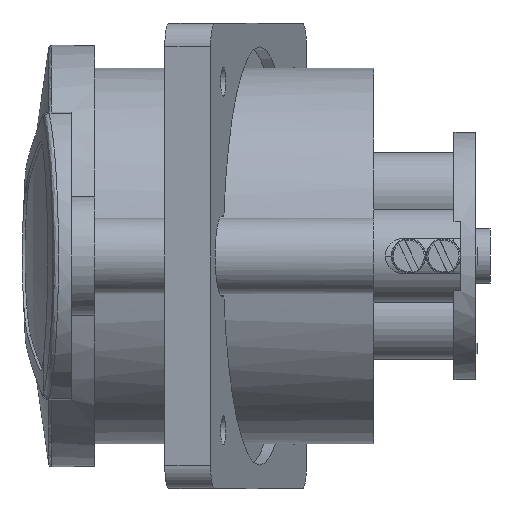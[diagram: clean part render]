
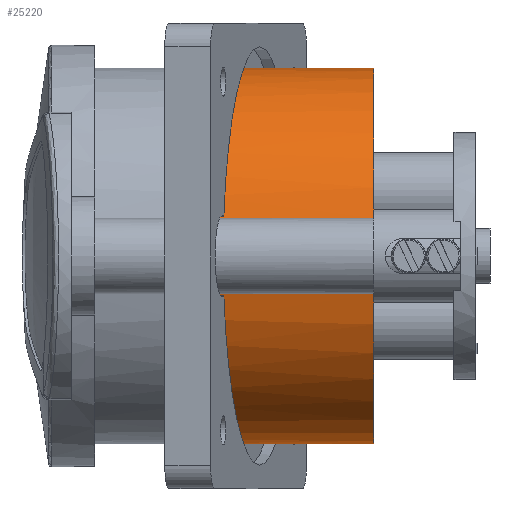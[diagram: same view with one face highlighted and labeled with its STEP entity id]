
A CAD part, front view. The second image highlights one B-rep face of the part: STEP entity #25220.
In plain terms, the highlighted cylindrical face has radius 32.3 mm (diameter 64.6 mm), a partial arc.
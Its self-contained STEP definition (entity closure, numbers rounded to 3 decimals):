
#10382=CARTESIAN_POINT('',(35.323,31.294,8.));
#10383=CARTESIAN_POINT('',(35.245,30.855,9.715));
#10384=CARTESIAN_POINT('',(35.144,30.28,11.382));
#10385=CARTESIAN_POINT('',(35.018,29.568,13.));
#10859=CARTESIAN_POINT('',(22.195,-31.64,
-6.498));
#10860=CARTESIAN_POINT('',(22.252,-31.318,
-8.062));
#10861=CARTESIAN_POINT('',(22.405,-30.446,
-11.144));
#10862=CARTESIAN_POINT('',(22.767,-28.395,
-15.674));
#10863=CARTESIAN_POINT('',(23.264,-25.574,
-19.932));
#10864=CARTESIAN_POINT('',(23.824,-22.403,
-23.429));
#10865=CARTESIAN_POINT('',(24.491,-18.62,
-26.551));
#10866=CARTESIAN_POINT('',(25.255,-14.286,
-29.108));
#10867=CARTESIAN_POINT('',(26.046,-9.797,
-30.907));
#10868=CARTESIAN_POINT('',(26.899,-4.961,
-32.045));
#10869=CARTESIAN_POINT('',(27.479,-1.673,
-32.3));
#10870=CARTESIAN_POINT('',(27.774,0.,
-32.3));
#10875=CARTESIAN_POINT('',(27.774,0.,
-32.3));
#10876=CARTESIAN_POINT('',(28.096,1.825,
-32.3));
#10877=CARTESIAN_POINT('',(28.714,5.335,
-31.985));
#10878=CARTESIAN_POINT('',(29.532,9.97,
-30.848));
#10879=CARTESIAN_POINT('',(30.348,14.598,
-28.96));
#10880=CARTESIAN_POINT('',(31.104,18.886,
-26.355));
#10881=CARTESIAN_POINT('',(31.745,22.522,
-23.316));
#10882=CARTESIAN_POINT('',(32.32,25.784,
-19.657));
#10883=CARTESIAN_POINT('',(32.784,28.412,
-15.616));
#10884=CARTESIAN_POINT('',(33.137,30.415,
-11.228));
#10885=CARTESIAN_POINT('',(33.379,31.789,
-6.417));
#10886=CARTESIAN_POINT('',(33.485,32.389,
-1.501));
#10887=CARTESIAN_POINT('',(33.459,32.243,3.37));
#10888=CARTESIAN_POINT('',(33.361,31.684,6.473));
#10889=CARTESIAN_POINT('',(33.292,31.294,8.));
#10901=CARTESIAN_POINT('',(32.987,29.568,13.));
#10902=CARTESIAN_POINT('',(32.861,28.85,14.634));
#10903=CARTESIAN_POINT('',(32.564,27.168,17.739));
#10904=CARTESIAN_POINT('',(31.983,23.869,21.978));
#10905=CARTESIAN_POINT('',(31.291,19.947,25.591));
#10906=CARTESIAN_POINT('',(30.506,15.495,28.506));
#10907=CARTESIAN_POINT('',(29.641,10.591,30.672));
#10908=CARTESIAN_POINT('',(28.724,5.391,31.996));
#10909=CARTESIAN_POINT('',(28.095,1.819,32.3));
#10910=CARTESIAN_POINT('',(27.774,0.,
32.3));
#10915=CARTESIAN_POINT('',(27.774,0.,
32.3));
#10916=CARTESIAN_POINT('',(27.477,-1.684,
32.3));
#10917=CARTESIAN_POINT('',(26.894,-4.987,
32.041));
#10918=CARTESIAN_POINT('',(26.043,-9.816,
30.901));
#10919=CARTESIAN_POINT('',(25.251,-14.307,
29.098));
#10920=CARTESIAN_POINT('',(24.49,-18.623,
26.549));
#10921=CARTESIAN_POINT('',(23.821,-22.418,
23.419));
#10922=CARTESIAN_POINT('',(23.251,-25.649,
19.837));
#10923=CARTESIAN_POINT('',(22.765,-28.408,
15.635));
#10924=CARTESIAN_POINT('',(22.412,-30.41,
11.234));
#10925=CARTESIAN_POINT('',(22.253,-31.309,
8.106));
#10926=CARTESIAN_POINT('',(22.195,-31.64,
6.498));
#11173=DIRECTION('',(-1.,0.,0.));
#11174=VECTOR('',#11173,29.305);
#11175=CARTESIAN_POINT('',(51.5,-31.64,6.498));
#11176=LINE('',#11175,#11174);
#11180=DIRECTION('',(1.,0.,0.));
#11181=VECTOR('',#11180,2.031);
#11182=CARTESIAN_POINT('',(32.987,29.568,13.));
#11183=LINE('',#11182,#11181);
#11187=DIRECTION('',(-1.,0.,0.));
#11188=VECTOR('',#11187,2.031);
#11189=CARTESIAN_POINT('',(35.323,31.294,8.));
#11190=LINE('',#11189,#11188);
#11194=DIRECTION('',(1.,0.,0.));
#11195=VECTOR('',#11194,29.305);
#11196=CARTESIAN_POINT('',(22.195,-31.64,
-6.498));
#11197=LINE('',#11196,#11195);
#11211=CARTESIAN_POINT('',(51.5,0.,0.));
#11212=DIRECTION('',(-1.,0.,0.));
#11213=DIRECTION('',(0.,-0.98,0.201));
#11214=AXIS2_PLACEMENT_3D('',#11211,#11212,#11213);
#11219=CARTESIAN_POINT('',(51.5,0.,0.));
#11220=DIRECTION('',(-1.,0.,0.));
#11221=DIRECTION('',(0.,0.,1.));
#11222=AXIS2_PLACEMENT_3D('',#11219,#11220,#11221);
#11227=CARTESIAN_POINT('',(51.5,0.,0.));
#11228=DIRECTION('',(-1.,0.,0.));
#11229=DIRECTION('',(0.,0.,-1.));
#11230=AXIS2_PLACEMENT_3D('',#11227,#11228,#11229);
#19571=CARTESIAN_POINT('',(35.323,31.294,8.));
#19572=VERTEX_POINT('',#19571);
#19573=VERTEX_POINT('',#10385);
#19666=VERTEX_POINT('',#10859);
#19667=VERTEX_POINT('',#10870);
#19668=VERTEX_POINT('',#10889);
#19669=CARTESIAN_POINT('',(32.987,29.568,13.));
#19670=VERTEX_POINT('',#19669);
#19671=VERTEX_POINT('',#10910);
#19672=VERTEX_POINT('',#10926);
#19674=CARTESIAN_POINT('',(51.5,-31.64,6.498));
#19675=VERTEX_POINT('',#19674);
#19676=CARTESIAN_POINT('',(51.5,-31.64,-6.498));
#19677=VERTEX_POINT('',#19676);
#19678=CARTESIAN_POINT('',(51.5,0.,-32.3));
#19679=VERTEX_POINT('',#19678);
#19680=CARTESIAN_POINT('',(51.5,0.,32.3));
#19681=VERTEX_POINT('',#19680);
#25194=CARTESIAN_POINT('',(0.,0.,0.));
#25195=DIRECTION('',(1.,0.,0.));
#25196=DIRECTION('',(0.,0.,-1.));
#25197=AXIS2_PLACEMENT_3D('',#25194,#25195,#25196);
#25198=CYLINDRICAL_SURFACE('',#25197,32.3);
#25200=ORIENTED_EDGE('',*,*,#25199,.T.);
#25201=ORIENTED_EDGE('',*,*,#24999,.F.);
#25202=ORIENTED_EDGE('',*,*,#24997,.F.);
#25204=ORIENTED_EDGE('',*,*,#25203,.T.);
#25205=ORIENTED_EDGE('',*,*,#24497,.F.);
#25207=ORIENTED_EDGE('',*,*,#25206,.T.);
#25208=ORIENTED_EDGE('',*,*,#24990,.F.);
#25209=ORIENTED_EDGE('',*,*,#24988,.F.);
#25211=ORIENTED_EDGE('',*,*,#25210,.T.);
#25213=ORIENTED_EDGE('',*,*,#25212,.F.);
#25215=ORIENTED_EDGE('',*,*,#25214,.F.);
#25217=ORIENTED_EDGE('',*,*,#25216,.F.);
#25218=EDGE_LOOP('',(#25200,#25201,#25202,#25204,#25205,#25207,#25208,#25209,
#25211,#25213,#25215,#25217));
#25219=FACE_OUTER_BOUND('',#25218,.F.);
#10386=B_SPLINE_CURVE_WITH_KNOTS('',3,(#10382,#10383,#10384,#10385),
.UNSPECIFIED.,.F.,.F.,(4,4),(0.,1.),.UNSPECIFIED.);
#10871=B_SPLINE_CURVE_WITH_KNOTS('',3,(#10859,#10860,#10861,#10862,#10863,
#10864,#10865,#10866,#10867,#10868,#10869,#10870),.UNSPECIFIED.,.F.,.F.,(4,1,1,
1,1,1,1,1,1,4),(0.,0.111,0.222,0.333,
0.444,0.556,0.667,0.778,
0.889,1.),.UNSPECIFIED.);
#10890=B_SPLINE_CURVE_WITH_KNOTS('',3,(#10875,#10876,#10877,#10878,#10879,
#10880,#10881,#10882,#10883,#10884,#10885,#10886,#10887,#10888,#10889),
.UNSPECIFIED.,.F.,.F.,(4,1,1,1,1,1,1,1,1,1,1,1,4),(0.,0.083,
0.167,0.25,0.333,0.417,0.5,
0.583,0.667,0.75,0.833,0.917,
1.),.UNSPECIFIED.);
#10911=B_SPLINE_CURVE_WITH_KNOTS('',3,(#10901,#10902,#10903,#10904,#10905,
#10906,#10907,#10908,#10909,#10910),.UNSPECIFIED.,.F.,.F.,(4,1,1,1,1,1,1,4),(
0.,0.143,0.286,0.429,0.571,
0.714,0.857,1.),.UNSPECIFIED.);
#10927=B_SPLINE_CURVE_WITH_KNOTS('',3,(#10915,#10916,#10917,#10918,#10919,
#10920,#10921,#10922,#10923,#10924,#10925,#10926),.UNSPECIFIED.,.F.,.F.,(4,1,1,
1,1,1,1,1,1,4),(0.,0.111,0.222,0.333,
0.444,0.556,0.667,0.778,
0.889,1.),.UNSPECIFIED.);
#11215=CIRCLE('',#11214,32.3);
#11223=CIRCLE('',#11222,32.3);
#11231=CIRCLE('',#11230,32.3);
#24497=EDGE_CURVE('',#19572,#19573,#10386,.T.);
#24988=EDGE_CURVE('',#19666,#19667,#10871,.T.);
#24990=EDGE_CURVE('',#19667,#19668,#10890,.T.);
#24997=EDGE_CURVE('',#19670,#19671,#10911,.T.);
#24999=EDGE_CURVE('',#19671,#19672,#10927,.T.);
#25199=EDGE_CURVE('',#19675,#19672,#11176,.T.);
#25203=EDGE_CURVE('',#19670,#19573,#11183,.T.);
#25206=EDGE_CURVE('',#19572,#19668,#11190,.T.);
#25210=EDGE_CURVE('',#19666,#19677,#11197,.T.);
#25212=EDGE_CURVE('',#19679,#19677,#11231,.T.);
#25214=EDGE_CURVE('',#19681,#19679,#11223,.T.);
#25216=EDGE_CURVE('',#19675,#19681,#11215,.T.);
#25220=ADVANCED_FACE('',(#25219),#25198,.T.);
